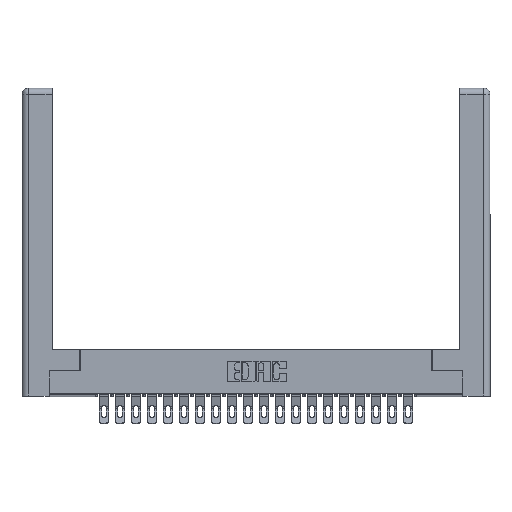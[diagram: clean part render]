
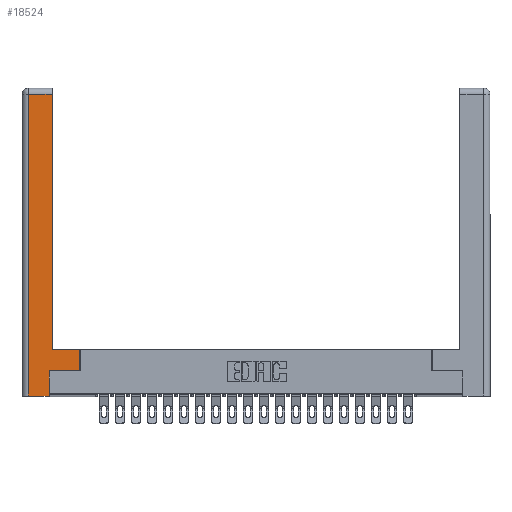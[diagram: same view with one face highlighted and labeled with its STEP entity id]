
A CAD part, top view. The second image highlights one B-rep face of the part: STEP entity #18524.
In plain terms, the highlighted planar face has unit normal (0, 0, 1).
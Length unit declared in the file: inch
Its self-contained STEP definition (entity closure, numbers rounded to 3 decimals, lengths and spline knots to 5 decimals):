
#216 = ORIENTED_EDGE ( 'NONE', *, *, #15187, .T. ) ;
#310 = CARTESIAN_POINT ( 'NONE',  ( 0.0615, 0., 0. ) ) ;
#424 = VERTEX_POINT ( 'NONE', #14304 ) ;
#627 = LINE ( 'NONE', #6219, #2651 ) ;
#719 = LINE ( 'NONE', #7898, #7038 ) ;
#1268 = DIRECTION ( 'NONE',  ( 0., 0., -1. ) ) ;
#1357 = PLANE ( 'NONE',  #17643 ) ;
#1380 = VECTOR ( 'NONE', #13800, 39.37008 ) ;
#2341 = VECTOR ( 'NONE', #8910, 39.37008 ) ;
#2651 = VECTOR ( 'NONE', #8268, 39.37008 ) ;
#2739 = EDGE_LOOP ( 'NONE', ( #9231, #216, #6404, #18675, #20106, #17810, #6348, #18978 ) ) ;
#3464 = CARTESIAN_POINT ( 'NONE',  ( 0.565, 0.45, 0. ) ) ;
#3598 = CARTESIAN_POINT ( 'NONE',  ( 0.0615, 2.94, 0. ) ) ;
#3854 = VECTOR ( 'NONE', #17029, 39.37008 ) ;
#4117 = CARTESIAN_POINT ( 'NONE',  ( 0.0615, 0., 0. ) ) ;
#5960 = CARTESIAN_POINT ( 'NONE',  ( 0.295, 0.45, 0. ) ) ;
#6219 = CARTESIAN_POINT ( 'NONE',  ( 0.0615, 2.94, 0. ) ) ;
#6348 = ORIENTED_EDGE ( 'NONE', *, *, #22493, .T. ) ;
#6404 = ORIENTED_EDGE ( 'NONE', *, *, #27600, .T. ) ;
#6432 = EDGE_CURVE ( 'NONE', #20989, #25036, #19367, .T. ) ;
#6474 = EDGE_CURVE ( 'NONE', #14024, #12416, #719, .T. ) ;
#6941 = CARTESIAN_POINT ( 'NONE',  ( 0.265, 0., 0. ) ) ;
#7038 = VECTOR ( 'NONE', #10041, 39.37008 ) ;
#7502 = CARTESIAN_POINT ( 'NONE',  ( 0.265, 0.245, 0. ) ) ;
#7517 = EDGE_CURVE ( 'NONE', #12416, #8393, #7605, .T. ) ;
#7605 = LINE ( 'NONE', #23498, #7949 ) ;
#7898 = CARTESIAN_POINT ( 'NONE',  ( 0.295, 0.45, 0. ) ) ;
#7949 = VECTOR ( 'NONE', #25774, 39.37008 ) ;
#8268 = DIRECTION ( 'NONE',  ( -1., 0., 0. ) ) ;
#8393 = VERTEX_POINT ( 'NONE', #11450 ) ;
#8834 = DIRECTION ( 'NONE',  ( 0., 1., 0. ) ) ;
#8910 = DIRECTION ( 'NONE',  ( 1., 0., 0. ) ) ;
#9231 = ORIENTED_EDGE ( 'NONE', *, *, #7517, .T. ) ;
#9478 = LINE ( 'NONE', #4117, #3854 ) ;
#10041 = DIRECTION ( 'NONE',  ( -1., 0., 0. ) ) ;
#11450 = CARTESIAN_POINT ( 'NONE',  ( 0.295, 2.94, 0. ) ) ;
#11466 = EDGE_CURVE ( 'NONE', #424, #20989, #16662, .T. ) ;
#11996 = EDGE_CURVE ( 'NONE', #15966, #424, #24936, .T. ) ;
#12009 = CARTESIAN_POINT ( 'NONE',  ( 0.565, 0.245, 0. ) ) ;
#12395 = CARTESIAN_POINT ( 'NONE',  ( 0.265, 0.245, 0. ) ) ;
#12416 = VERTEX_POINT ( 'NONE', #5960 ) ;
#12957 = VERTEX_POINT ( 'NONE', #3598 ) ;
#13479 = CARTESIAN_POINT ( 'NONE',  ( 0.565, 0.245, 0. ) ) ;
#13800 = DIRECTION ( 'NONE',  ( 1., 0., 0. ) ) ;
#14005 = CARTESIAN_POINT ( 'NONE',  ( 0., 0., 0. ) ) ;
#14024 = VERTEX_POINT ( 'NONE', #3464 ) ;
#14304 = CARTESIAN_POINT ( 'NONE',  ( 0.265, 0., 0. ) ) ;
#15126 = FACE_OUTER_BOUND ( 'NONE', #2739, .T. ) ;
#15187 = EDGE_CURVE ( 'NONE', #8393, #12957, #627, .T. ) ;
#15807 = DIRECTION ( 'NONE',  ( 0., 1., 0. ) ) ;
#15966 = VERTEX_POINT ( 'NONE', #310 ) ;
#16662 = LINE ( 'NONE', #7502, #18668 ) ;
#17029 = DIRECTION ( 'NONE',  ( 0., -1., 0. ) ) ;
#17643 = AXIS2_PLACEMENT_3D ( 'NONE', #14005, #1268, #22555 ) ;
#17810 = ORIENTED_EDGE ( 'NONE', *, *, #6432, .T. ) ;
#18524 = ADVANCED_FACE ( 'NONE', ( #15126 ), #1357, .F. ) ;
#18668 = VECTOR ( 'NONE', #15807, 39.37008 ) ;
#18675 = ORIENTED_EDGE ( 'NONE', *, *, #11996, .T. ) ;
#18978 = ORIENTED_EDGE ( 'NONE', *, *, #6474, .T. ) ;
#19367 = LINE ( 'NONE', #12009, #1380 ) ;
#20106 = ORIENTED_EDGE ( 'NONE', *, *, #11466, .T. ) ;
#20989 = VERTEX_POINT ( 'NONE', #12395 ) ;
#21292 = CARTESIAN_POINT ( 'NONE',  ( 0.565, 0.45, 0. ) ) ;
#21446 = LINE ( 'NONE', #21292, #22406 ) ;
#22406 = VECTOR ( 'NONE', #8834, 39.37008 ) ;
#22493 = EDGE_CURVE ( 'NONE', #25036, #14024, #21446, .T. ) ;
#22555 = DIRECTION ( 'NONE',  ( -1., 0., 0. ) ) ;
#23498 = CARTESIAN_POINT ( 'NONE',  ( 0.295, 3., 0. ) ) ;
#24936 = LINE ( 'NONE', #6941, #2341 ) ;
#25036 = VERTEX_POINT ( 'NONE', #13479 ) ;
#25774 = DIRECTION ( 'NONE',  ( 0., 1., 0. ) ) ;
#27600 = EDGE_CURVE ( 'NONE', #12957, #15966, #9478, .T. ) ;
